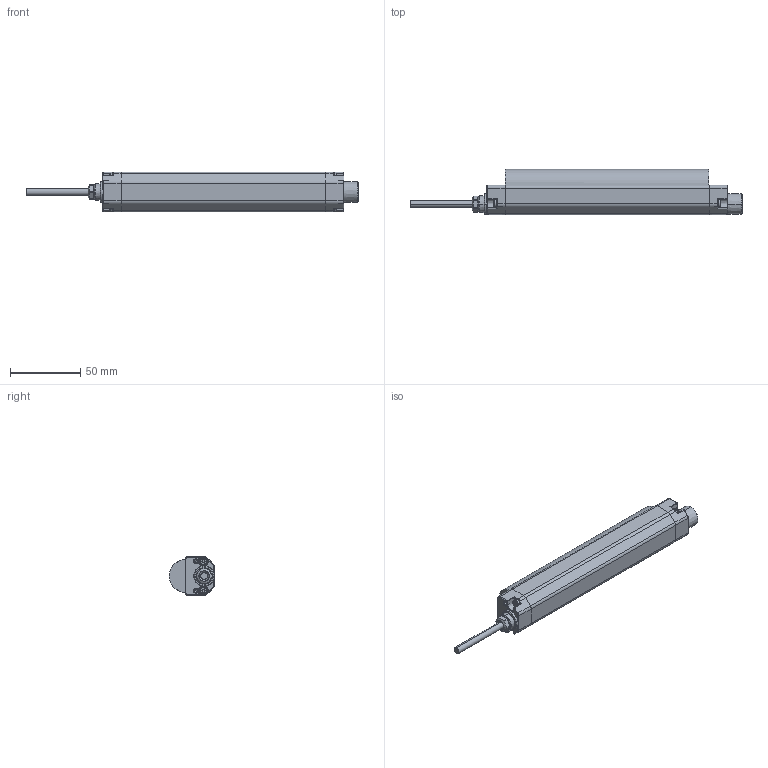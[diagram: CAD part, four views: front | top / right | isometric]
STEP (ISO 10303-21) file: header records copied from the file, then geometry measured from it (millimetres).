
FILE_DESCRIPTION((''),'2;1');
FILE_NAME('167000_SW','2012-09-04T',('banengservice'),('BANNER ENGINEERING'),'PRO/ENGINEER BY PARAMETRIC TECHNOLOGY CORPORATION, 2009141','PRO/ENGINEER BY PARAMETRIC TECHNOLOGY CORPORATION, 2009141','');
FILE_SCHEMA(('CONFIG_CONTROL_DESIGN'));
Length unit declared in the file: inch
Products named in the file (1): 167000_SW
Bounding box: 235.5 x 32.19 x 28 mm (x, y, z)
Volume: 74194.8 mm3; surface area: 49644.9 mm2
Topology: 2 solids, 2 shells, 1088 faces, 2755 edges, 1684 vertices
Faces by surface type: plane 372, cylinder 313, cone 143, bspline 142, torus 102, sphere 16
Entity records: 47021 total; most frequent: CARTESIAN_POINT 21466, ORIENTED_EDGE 5494, DIRECTION 5258, EDGE_CURVE 2747, AXIS2_PLACEMENT_3D 2014, VERTEX_POINT 1684, VECTOR 1230, LINE 1230
